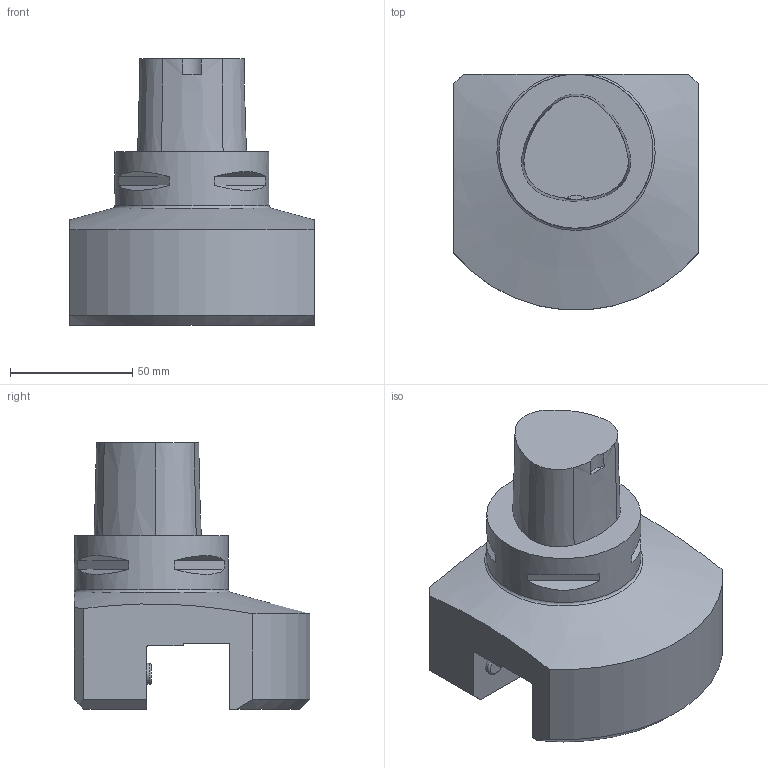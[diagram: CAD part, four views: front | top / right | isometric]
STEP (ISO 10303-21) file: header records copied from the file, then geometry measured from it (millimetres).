
FILE_DESCRIPTION(/* description */ (''),/* implementation_level */ '2;1');
FILE_NAME(/* name */ '1581917020126.stp',/* time_stamp */ '2020-02-17T10:53:50+05:00',/* author */ (''),/* organization */ ('SMS'),/* preprocessor_version */ 'ST-DEVELOPER v16.7',/* originating_system */ 'SIEMENS PLM Software NX 12.0',/* authorisation */ '');
FILE_SCHEMA (('AUTOMOTIVE_DESIGN { 1 0 10303 214 3 1 1 1 }'));
Length unit declared in the file: millimetre
Products named in the file (1): 201669488mod000_02
Bounding box: 100 x 96.39 x 109 mm (x, y, z)
Volume: 437264.6 mm3; surface area: 46371.6 mm2
Topology: 1 solids, 1 shells, 103 faces, 237 edges, 151 vertices
Faces by surface type: plane 54, cone 32, cylinder 12, torus 4, bspline 1
Full cylindrical faces by diameter (mm): 8.5 x3, 10.579 x3, 63 x1
Entity records: 2883 total; most frequent: CARTESIAN_POINT 682, DIRECTION 447, ORIENTED_EDGE 410, EDGE_CURVE 205, AXIS2_PLACEMENT_3D 183, VERTEX_POINT 134, EDGE_LOOP 130, ADVANCED_FACE 103
